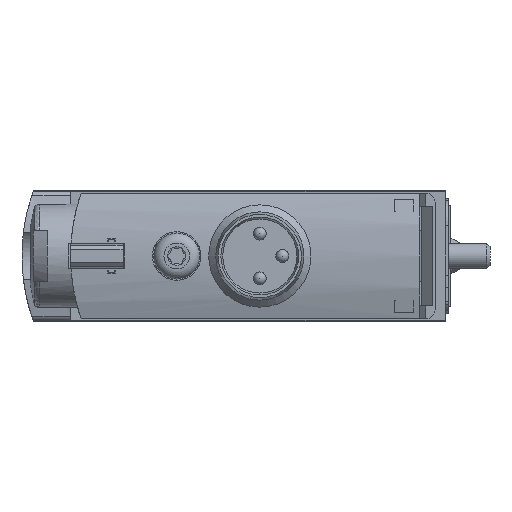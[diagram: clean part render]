
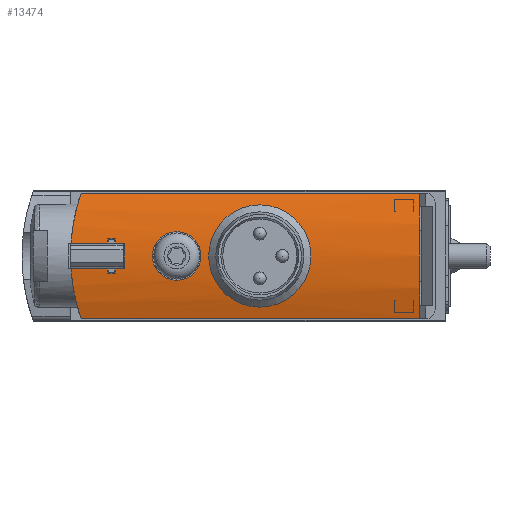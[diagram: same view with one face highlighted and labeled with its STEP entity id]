
A CAD part, left-side view. The second image highlights one B-rep face of the part: STEP entity #13474.
In plain terms, the highlighted cylindrical face has radius 15 mm (diameter 30 mm), a partial arc.
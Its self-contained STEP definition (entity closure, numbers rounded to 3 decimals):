
#682=B_SPLINE_CURVE_WITH_KNOTS('',3,(#23565,#23566,#23567,#23568,#23569,
#23570,#23571,#23572,#23573,#23574,#23575),.UNSPECIFIED.,.T.,.F.,(1,1,1,
1,1,1,1,1,1,1,1,1,1,1,1),(-0.004,-0.003,-0.001,
0.,0.001,0.003,0.004,0.006,
0.007,0.009,0.01,0.012,
0.013,0.015,0.016),.UNSPECIFIED.);
#683=B_SPLINE_CURVE_WITH_KNOTS('',3,(#23609,#23610,#23611,#23612,#23613,
#23614,#23615,#23616,#23617,#23618,#23619),.UNSPECIFIED.,.T.,.F.,(1,1,1,
1,1,1,1,1,1,1,1,1,1,1,1),(-0.008,-0.006,-0.003,
0.,0.003,0.006,0.008,0.011,
0.014,0.017,0.02,0.023,
0.025,0.028,0.031),.UNSPECIFIED.);
#734=ELLIPSE('',#16259,21.213,15.);
#735=ELLIPSE('',#16265,21.213,15.);
#1632=LINE('',#23577,#2927);
#1633=LINE('',#23582,#2928);
#1634=LINE('',#23586,#2929);
#1635=LINE('',#23590,#2930);
#1636=LINE('',#23594,#2931);
#1637=LINE('',#23598,#2932);
#1638=LINE('',#23602,#2933);
#1639=LINE('',#23606,#2934);
#2927=VECTOR('',#19408,1000.);
#2928=VECTOR('',#19411,1000.);
#2929=VECTOR('',#19414,1000.);
#2930=VECTOR('',#19417,1000.);
#2931=VECTOR('',#19420,1000.);
#2932=VECTOR('',#19423,1000.);
#2933=VECTOR('',#19426,1000.);
#2934=VECTOR('',#19429,1000.);
#6016=ORIENTED_EDGE('',*,*,#8496,.F.);
#6017=ORIENTED_EDGE('',*,*,#8497,.F.);
#6018=ORIENTED_EDGE('',*,*,#8498,.T.);
#6019=ORIENTED_EDGE('',*,*,#8499,.T.);
#6020=ORIENTED_EDGE('',*,*,#8500,.T.);
#6021=ORIENTED_EDGE('',*,*,#8501,.T.);
#6022=ORIENTED_EDGE('',*,*,#8502,.T.);
#6023=ORIENTED_EDGE('',*,*,#8503,.T.);
#6024=ORIENTED_EDGE('',*,*,#8504,.T.);
#6025=ORIENTED_EDGE('',*,*,#8505,.T.);
#6026=ORIENTED_EDGE('',*,*,#8506,.T.);
#6027=ORIENTED_EDGE('',*,*,#8507,.T.);
#6028=ORIENTED_EDGE('',*,*,#8508,.T.);
#6029=ORIENTED_EDGE('',*,*,#8509,.T.);
#6030=ORIENTED_EDGE('',*,*,#8510,.T.);
#6031=ORIENTED_EDGE('',*,*,#8511,.T.);
#6032=ORIENTED_EDGE('',*,*,#8512,.T.);
#6033=ORIENTED_EDGE('',*,*,#8513,.F.);
#8496=EDGE_CURVE('',#9983,#9983,#682,.T.);
#8497=EDGE_CURVE('',#9984,#9985,#1632,.T.);
#8498=EDGE_CURVE('',#9984,#9986,#734,.T.);
#8499=EDGE_CURVE('',#9986,#9987,#1633,.T.);
#8500=EDGE_CURVE('',#9987,#9988,#10733,.F.);
#8501=EDGE_CURVE('',#9988,#9989,#1634,.T.);
#8502=EDGE_CURVE('',#9989,#9990,#10734,.F.);
#8503=EDGE_CURVE('',#9990,#9991,#1635,.T.);
#8504=EDGE_CURVE('',#9991,#9992,#10735,.F.);
#8505=EDGE_CURVE('',#9992,#9993,#1636,.F.);
#8506=EDGE_CURVE('',#9993,#9994,#10736,.F.);
#8507=EDGE_CURVE('',#9994,#9995,#1637,.F.);
#8508=EDGE_CURVE('',#9995,#9996,#10737,.F.);
#8509=EDGE_CURVE('',#9996,#9997,#1638,.F.);
#8510=EDGE_CURVE('',#9997,#9998,#735,.T.);
#8511=EDGE_CURVE('',#9998,#9999,#1639,.T.);
#8512=EDGE_CURVE('',#9999,#9985,#10738,.T.);
#8513=EDGE_CURVE('',#10000,#10000,#683,.T.);
#9983=VERTEX_POINT('',#23576);
#9984=VERTEX_POINT('',#23578);
#9985=VERTEX_POINT('',#23579);
#9986=VERTEX_POINT('',#23581);
#9987=VERTEX_POINT('',#23583);
#9988=VERTEX_POINT('',#23585);
#9989=VERTEX_POINT('',#23587);
#9990=VERTEX_POINT('',#23589);
#9991=VERTEX_POINT('',#23591);
#9992=VERTEX_POINT('',#23593);
#9993=VERTEX_POINT('',#23595);
#9994=VERTEX_POINT('',#23597);
#9995=VERTEX_POINT('',#23599);
#9996=VERTEX_POINT('',#23601);
#9997=VERTEX_POINT('',#23603);
#9998=VERTEX_POINT('',#23605);
#9999=VERTEX_POINT('',#23607);
#10000=VERTEX_POINT('',#23620);
#10733=CIRCLE('',#16260,15.);
#10734=CIRCLE('',#16261,15.);
#10735=CIRCLE('',#16262,15.);
#10736=CIRCLE('',#16263,15.);
#10737=CIRCLE('',#16264,15.);
#10738=CIRCLE('',#16266,15.);
#11551=EDGE_LOOP('',(#6016));
#11552=EDGE_LOOP('',(#6017,#6018,#6019,#6020,#6021,#6022,#6023,#6024,#6025,
#6026,#6027,#6028,#6029,#6030,#6031,#6032));
#11553=EDGE_LOOP('',(#6033));
#12492=FACE_BOUND('',#11551,.T.);
#12493=FACE_BOUND('',#11552,.T.);
#12494=FACE_BOUND('',#11553,.T.);
#12873=CYLINDRICAL_SURFACE('',#16258,15.);
#13474=ADVANCED_FACE('',(#12492,#12493,#12494),#12873,.T.);
#16258=AXIS2_PLACEMENT_3D('',#23564,#19406,#19407);
#16259=AXIS2_PLACEMENT_3D('',#23580,#19409,#19410);
#16260=AXIS2_PLACEMENT_3D('',#23584,#19412,#19413);
#16261=AXIS2_PLACEMENT_3D('',#23588,#19415,#19416);
#16262=AXIS2_PLACEMENT_3D('',#23592,#19418,#19419);
#16263=AXIS2_PLACEMENT_3D('',#23596,#19421,#19422);
#16264=AXIS2_PLACEMENT_3D('',#23600,#19424,#19425);
#16265=AXIS2_PLACEMENT_3D('',#23604,#19427,#19428);
#16266=AXIS2_PLACEMENT_3D('',#23608,#19430,#19431);
#19406=DIRECTION('',(0.,-1.,0.));
#19407=DIRECTION('',(0.,0.,-1.));
#19408=DIRECTION('',(0.,-1.,0.));
#19409=DIRECTION('',(0.707,-0.707,0.));
#19410=DIRECTION('',(-0.707,-0.707,0.));
#19411=DIRECTION('',(0.,-1.,0.));
#19412=DIRECTION('',(0.,-1.,0.));
#19413=DIRECTION('',(0.,0.,-1.));
#19414=DIRECTION('',(0.,-1.,0.));
#19415=DIRECTION('',(0.,1.,0.));
#19416=DIRECTION('',(0.,0.,1.));
#19417=DIRECTION('',(0.,-1.,0.));
#19418=DIRECTION('',(0.,1.,0.));
#19419=DIRECTION('',(0.,0.,1.));
#19420=DIRECTION('',(0.,-1.,0.));
#19421=DIRECTION('',(0.,1.,0.));
#19422=DIRECTION('',(0.,0.,1.));
#19423=DIRECTION('',(0.,-1.,0.));
#19424=DIRECTION('',(0.,-1.,0.));
#19425=DIRECTION('',(0.,0.,-1.));
#19426=DIRECTION('',(0.,-1.,0.));
#19427=DIRECTION('',(0.707,-0.707,0.));
#19428=DIRECTION('',(-0.707,-0.707,0.));
#19429=DIRECTION('',(0.,-1.,0.));
#19430=DIRECTION('',(0.,1.,0.));
#19431=DIRECTION('',(1.,0.,0.));
#23564=CARTESIAN_POINT('',(-5.1,27.5,0.));
#23565=CARTESIAN_POINT('',(9.84,17.509,-1.488));
#23566=CARTESIAN_POINT('',(9.749,19.,-2.106));
#23567=CARTESIAN_POINT('',(9.84,20.489,-1.488));
#23568=CARTESIAN_POINT('',(9.93,21.105,-0.002));
#23569=CARTESIAN_POINT('',(9.84,20.49,1.489));
#23570=CARTESIAN_POINT('',(9.749,19.,2.105));
#23571=CARTESIAN_POINT('',(9.84,17.513,1.49));
#23572=CARTESIAN_POINT('',(9.93,16.894,0.002));
#23573=CARTESIAN_POINT('',(9.84,17.509,-1.488));
#23574=CARTESIAN_POINT('',(9.749,19.,-2.106));
#23575=CARTESIAN_POINT('',(9.84,20.489,-1.488));
#23576=CARTESIAN_POINT('',(9.779,19.,-1.9));
#23577=CARTESIAN_POINT('',(9.077,27.5,-4.9));
#23578=CARTESIAN_POINT('',(9.077,26.477,-4.9));
#23579=CARTESIAN_POINT('',(9.077,0.,-4.9));
#23580=CARTESIAN_POINT('',(-5.1,12.3,0.));
#23581=CARTESIAN_POINT('',(9.867,27.267,-1.));
#23582=CARTESIAN_POINT('',(9.867,27.5,-1.));
#23583=CARTESIAN_POINT('',(9.867,24.4,-1.));
#23584=CARTESIAN_POINT('',(-5.1,24.4,0.));
#23585=CARTESIAN_POINT('',(9.839,24.4,-1.35));
#23586=CARTESIAN_POINT('',(9.839,27.5,-1.35));
#23587=CARTESIAN_POINT('',(9.839,23.8,-1.35));
#23588=CARTESIAN_POINT('',(-5.1,23.8,0.));
#23589=CARTESIAN_POINT('',(9.867,23.8,-1.));
#23590=CARTESIAN_POINT('',(9.867,27.5,-1.));
#23591=CARTESIAN_POINT('',(9.867,23.1,-1.));
#23592=CARTESIAN_POINT('',(-5.1,23.1,0.));
#23593=CARTESIAN_POINT('',(9.867,23.1,1.));
#23594=CARTESIAN_POINT('',(9.867,27.5,1.));
#23595=CARTESIAN_POINT('',(9.867,23.8,1.));
#23596=CARTESIAN_POINT('',(-5.1,23.8,0.));
#23597=CARTESIAN_POINT('',(9.839,23.8,1.35));
#23598=CARTESIAN_POINT('',(9.839,27.5,1.35));
#23599=CARTESIAN_POINT('',(9.839,24.4,1.35));
#23600=CARTESIAN_POINT('',(-5.1,24.4,0.));
#23601=CARTESIAN_POINT('',(9.867,24.4,1.));
#23602=CARTESIAN_POINT('',(9.867,27.5,1.));
#23603=CARTESIAN_POINT('',(9.867,27.267,1.));
#23604=CARTESIAN_POINT('',(-5.1,12.3,0.));
#23605=CARTESIAN_POINT('',(9.077,26.477,4.9));
#23606=CARTESIAN_POINT('',(9.077,27.5,4.9));
#23607=CARTESIAN_POINT('',(9.077,0.,4.9));
#23608=CARTESIAN_POINT('',(-5.1,0.,0.));
#23609=CARTESIAN_POINT('',(9.684,15.324,2.819));
#23610=CARTESIAN_POINT('',(9.35,12.499,3.99));
#23611=CARTESIAN_POINT('',(9.684,9.679,2.819));
#23612=CARTESIAN_POINT('',(10.008,8.511,0.004));
#23613=CARTESIAN_POINT('',(9.684,9.679,-2.822));
#23614=CARTESIAN_POINT('',(9.351,12.498,-3.988));
#23615=CARTESIAN_POINT('',(9.683,15.318,-2.824));
#23616=CARTESIAN_POINT('',(10.008,16.49,-0.002));
#23617=CARTESIAN_POINT('',(9.684,15.324,2.819));
#23618=CARTESIAN_POINT('',(9.35,12.499,3.99));
#23619=CARTESIAN_POINT('',(9.684,9.679,2.819));
#23620=CARTESIAN_POINT('',(9.462,12.5,3.6));
